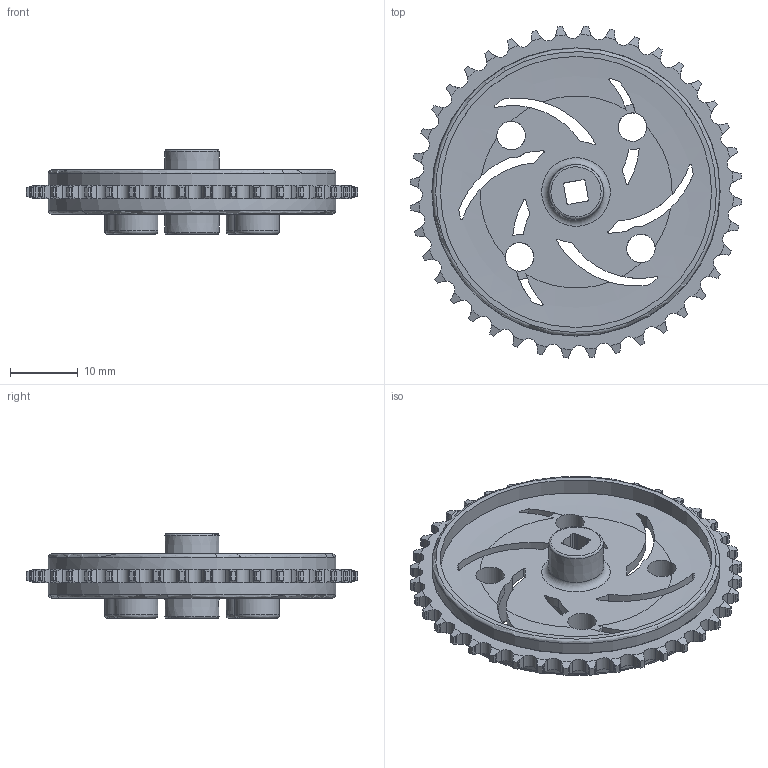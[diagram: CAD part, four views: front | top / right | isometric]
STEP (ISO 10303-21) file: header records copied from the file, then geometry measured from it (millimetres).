
FILE_DESCRIPTION(/* description */ (''),/* implementation_level */ '2;1');
FILE_NAME(/* name */ '40-Tooth Sprocket.ipt.step',/* time_stamp */ '2020-04-16T22:55:14-04:00',/* author */ ('Jordan'),/* organization */ (''),/* preprocessor_version */ 'ST-DEVELOPER v17',/* originating_system */ 'Autodesk Inventor 2019',/* authorisation */ '');
FILE_SCHEMA (('AUTOMOTIVE_DESIGN { 1 0 10303 214 3 1 1 }'));
Length unit declared in the file: inch
Products named in the file (1): 40-Tooth Sprocket
Bounding box: 49.02 x 49.02 x 12.5 mm (x, y, z)
Volume: 4205.3 mm3; surface area: 6136.9 mm2
Topology: 1 solids, 1 shells, 526 faces, 1678 edges, 1142 vertices
Faces by surface type: cylinder 288, plane 122, cone 82, bspline 22, torus 12
Full cylindrical faces by diameter (mm): 4.2 x4, 6.6 x4, 40.03 x2, 42.43 x2
Entity records: 22903 total; most frequent: CARTESIAN_POINT 8884, ORIENTED_EDGE 3356, DIRECTION 2621, EDGE_CURVE 1678, VERTEX_POINT 1142, AXIS2_PLACEMENT_3D 1086, CIRCLE 545, EDGE_LOOP 540
